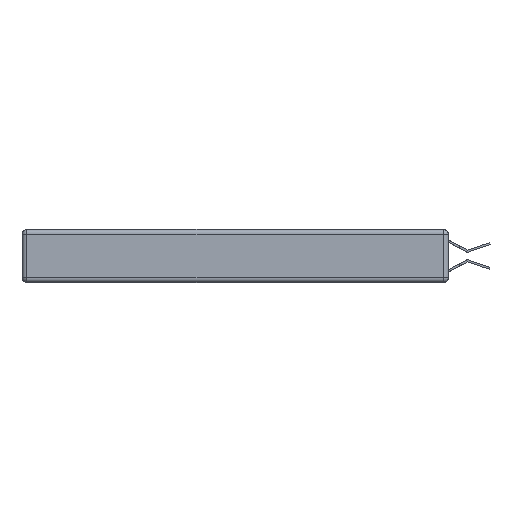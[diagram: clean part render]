
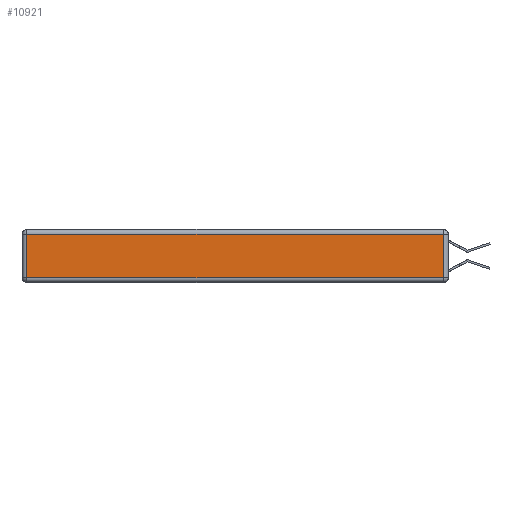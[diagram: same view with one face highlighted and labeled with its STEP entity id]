
A CAD part, left-side view. The second image highlights one B-rep face of the part: STEP entity #10921.
In plain terms, the highlighted planar face has unit normal (-1, 0, 0).
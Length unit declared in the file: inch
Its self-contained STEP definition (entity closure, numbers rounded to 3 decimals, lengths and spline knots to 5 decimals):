
#1178 = EDGE_CURVE ( 'NONE', #21386, #2421, #13490, .T. ) ;
#2161 = DIRECTION ( 'NONE',  ( 0., -1., 0. ) ) ;
#2421 = VERTEX_POINT ( 'NONE', #17873 ) ;
#2496 = EDGE_CURVE ( 'NONE', #2421, #12810, #3472, .T. ) ;
#3472 = LINE ( 'NONE', #16649, #14535 ) ;
#3969 = EDGE_CURVE ( 'NONE', #4637, #21386, #22943, .T. ) ;
#4119 = CARTESIAN_POINT ( 'NONE',  ( 0., 0.03, -0.343 ) ) ;
#4637 = VERTEX_POINT ( 'NONE', #5442 ) ;
#5082 = DIRECTION ( 'NONE',  ( 0., 1., 0. ) ) ;
#5271 = ORIENTED_EDGE ( 'NONE', *, *, #1178, .T. ) ;
#5442 = CARTESIAN_POINT ( 'NONE',  ( 0., 2.72, -0.313 ) ) ;
#5561 = ORIENTED_EDGE ( 'NONE', *, *, #2496, .T. ) ;
#5586 = DIRECTION ( 'NONE',  ( 0., 0., -1. ) ) ;
#6996 = DIRECTION ( 'NONE',  ( -1., 0., 0. ) ) ;
#7824 = DIRECTION ( 'NONE',  ( 0., 0., 1. ) ) ;
#8845 = FACE_OUTER_BOUND ( 'NONE', #10768, .T. ) ;
#9384 = CARTESIAN_POINT ( 'NONE',  ( 0., 2.72, -0.03 ) ) ;
#10166 = AXIS2_PLACEMENT_3D ( 'NONE', #22202, #6996, #20457 ) ;
#10768 = EDGE_LOOP ( 'NONE', ( #12111, #5271, #5561, #12517 ) ) ;
#10921 = ADVANCED_FACE ( 'NONE', ( #8845 ), #12873, .T. ) ;
#12111 = ORIENTED_EDGE ( 'NONE', *, *, #3969, .T. ) ;
#12517 = ORIENTED_EDGE ( 'NONE', *, *, #17351, .T. ) ;
#12810 = VERTEX_POINT ( 'NONE', #9384 ) ;
#12873 = PLANE ( 'NONE',  #10166 ) ;
#13490 = LINE ( 'NONE', #4119, #15273 ) ;
#13605 = VECTOR ( 'NONE', #5586, 39.37008 ) ;
#14535 = VECTOR ( 'NONE', #5082, 39.37008 ) ;
#15273 = VECTOR ( 'NONE', #7824, 39.37008 ) ;
#16649 = CARTESIAN_POINT ( 'NONE',  ( 0., 2.75, -0.03 ) ) ;
#17351 = EDGE_CURVE ( 'NONE', #12810, #4637, #19005, .T. ) ;
#17873 = CARTESIAN_POINT ( 'NONE',  ( 0., 0.03, -0.03 ) ) ;
#19005 = LINE ( 'NONE', #22638, #13605 ) ;
#20158 = VECTOR ( 'NONE', #2161, 39.37008 ) ;
#20457 = DIRECTION ( 'NONE',  ( 0., 0., 1. ) ) ;
#21386 = VERTEX_POINT ( 'NONE', #23679 ) ;
#22202 = CARTESIAN_POINT ( 'NONE',  ( 0., 0., -0.343 ) ) ;
#22638 = CARTESIAN_POINT ( 'NONE',  ( 0., 2.72, -0.343 ) ) ;
#22943 = LINE ( 'NONE', #23297, #20158 ) ;
#23297 = CARTESIAN_POINT ( 'NONE',  ( 0., 0., -0.313 ) ) ;
#23679 = CARTESIAN_POINT ( 'NONE',  ( 0., 0.03, -0.313 ) ) ;
